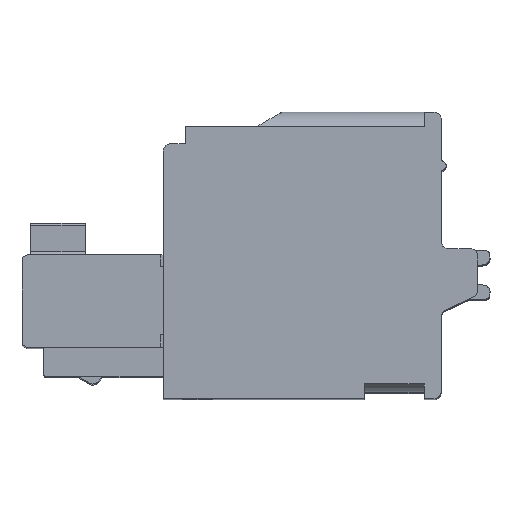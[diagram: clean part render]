
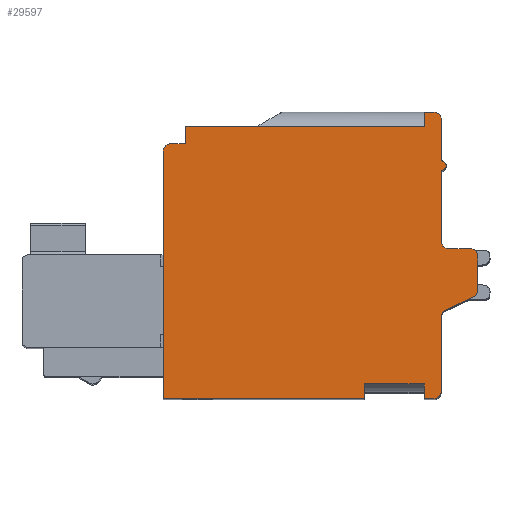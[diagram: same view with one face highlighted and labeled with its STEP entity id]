
A CAD part, top view. The second image highlights one B-rep face of the part: STEP entity #29597.
In plain terms, the highlighted planar face has unit normal (0, 0, 1).
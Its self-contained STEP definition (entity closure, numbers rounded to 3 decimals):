
#285=CARTESIAN_POINT('',(0.7,9.55,10.));
#286=DIRECTION('',(0.,0.,1.));
#287=DIRECTION('',(0.,-1.,0.));
#288=AXIS2_PLACEMENT_3D('',#285,#286,#287);
#399=DIRECTION('',(0.,1.,0.));
#400=VECTOR('',#399,2.9);
#401=CARTESIAN_POINT('',(0.7,6.45,10.));
#402=LINE('',#401,#400);
#651=DIRECTION('',(0.,1.,0.));
#652=VECTOR('',#651,3.059);
#653=CARTESIAN_POINT('',(0.7,0.3,10.));
#654=LINE('',#653,#652);
#2296=DIRECTION('',(0.,-1.,0.));
#2297=VECTOR('',#2296,0.6);
#2298=CARTESIAN_POINT('',(0.,0.6,10.));
#2299=LINE('',#2298,#2297);
#6323=DIRECTION('',(0.,-1.,0.));
#6324=VECTOR('',#6323,0.7);
#6325=CARTESIAN_POINT('',(-9.8,11.15,10.));
#6326=LINE('',#6325,#6324);
#6411=DIRECTION('',(-1.,0.,0.));
#6412=VECTOR('',#6411,9.8);
#6413=CARTESIAN_POINT('',(0.,11.15,10.));
#6414=LINE('',#6413,#6412);
#7085=DIRECTION('',(0.,1.,0.));
#7086=VECTOR('',#7085,10.15);
#7087=CARTESIAN_POINT('',(-10.7,0.,10.));
#7088=LINE('',#7087,#7086);
#7089=CARTESIAN_POINT('',(-10.4,10.15,10.));
#7090=DIRECTION('',(0.,0.,-1.));
#7091=DIRECTION('',(-1.,0.,0.));
#7092=AXIS2_PLACEMENT_3D('',#7089,#7090,#7091);
#7094=DIRECTION('',(1.,0.,0.));
#7095=VECTOR('',#7094,0.6);
#7096=CARTESIAN_POINT('',(-10.4,10.45,10.));
#7097=LINE('',#7096,#7095);
#7098=DIRECTION('',(1.,0.,0.));
#7099=VECTOR('',#7098,0.4);
#7100=CARTESIAN_POINT('',(0.,11.75,10.));
#7101=LINE('',#7100,#7099);
#7102=CARTESIAN_POINT('',(0.4,11.45,10.));
#7103=DIRECTION('',(0.,0.,-1.));
#7104=DIRECTION('',(0.,1.,0.));
#7105=AXIS2_PLACEMENT_3D('',#7102,#7103,#7104);
#7107=DIRECTION('',(0.,-1.,0.));
#7108=VECTOR('',#7107,1.7);
#7109=CARTESIAN_POINT('',(0.7,11.45,10.));
#7110=LINE('',#7109,#7108);
#7111=CARTESIAN_POINT('',(1.,6.45,10.));
#7112=DIRECTION('',(0.,0.,1.));
#7113=DIRECTION('',(-1.,0.,0.));
#7114=AXIS2_PLACEMENT_3D('',#7111,#7112,#7113);
#7116=DIRECTION('',(1.,0.,0.));
#7117=VECTOR('',#7116,0.9);
#7118=CARTESIAN_POINT('',(1.,6.15,10.));
#7119=LINE('',#7118,#7117);
#7120=CARTESIAN_POINT('',(1.9,5.85,10.));
#7121=DIRECTION('',(0.,0.,-1.));
#7122=DIRECTION('',(0.,1.,0.));
#7123=AXIS2_PLACEMENT_3D('',#7120,#7121,#7122);
#7125=DIRECTION('',(0.,-1.,0.));
#7126=VECTOR('',#7125,1.409);
#7127=CARTESIAN_POINT('',(2.2,5.85,10.));
#7128=LINE('',#7127,#7126);
#7129=CARTESIAN_POINT('',(1.9,4.441,10.));
#7130=DIRECTION('',(0.,0.,-1.));
#7131=DIRECTION('',(1.,0.,0.));
#7132=AXIS2_PLACEMENT_3D('',#7129,#7130,#7131);
#7134=DIRECTION('',(-0.906,-0.423,0.));
#7135=VECTOR('',#7134,1.273);
#7136=CARTESIAN_POINT('',(2.027,4.169,10.));
#7137=LINE('',#7136,#7135);
#7138=CARTESIAN_POINT('',(1.,3.359,10.));
#7139=DIRECTION('',(0.,0.,1.));
#7140=DIRECTION('',(-0.423,0.906,0.));
#7141=AXIS2_PLACEMENT_3D('',#7138,#7139,#7140);
#7143=CARTESIAN_POINT('',(0.4,0.3,10.));
#7144=DIRECTION('',(0.,0.,-1.));
#7145=DIRECTION('',(1.,0.,0.));
#7146=AXIS2_PLACEMENT_3D('',#7143,#7144,#7145);
#7148=DIRECTION('',(-1.,0.,0.));
#7149=VECTOR('',#7148,0.4);
#7150=CARTESIAN_POINT('',(0.4,0.,10.));
#7151=LINE('',#7150,#7149);
#7152=DIRECTION('',(0.,-1.,0.));
#7153=VECTOR('',#7152,0.6);
#7154=CARTESIAN_POINT('',(-2.45,0.6,10.));
#7155=LINE('',#7154,#7153);
#7156=DIRECTION('',(-1.,0.,0.));
#7157=VECTOR('',#7156,8.25);
#7158=CARTESIAN_POINT('',(-2.45,0.,10.));
#7159=LINE('',#7158,#7157);
#7391=DIRECTION('',(0.,-1.,0.));
#7392=VECTOR('',#7391,0.6);
#7393=CARTESIAN_POINT('',(0.,11.75,10.));
#7394=LINE('',#7393,#7392);
#7729=DIRECTION('',(1.,0.,0.));
#7730=VECTOR('',#7729,2.45);
#7731=CARTESIAN_POINT('',(-2.45,0.6,10.));
#7732=LINE('',#7731,#7730);
#19747=CARTESIAN_POINT('',(-2.45,0.,10.));
#19748=CARTESIAN_POINT('',(-10.7,0.,10.));
#19749=VERTEX_POINT('',#19747);
#19750=VERTEX_POINT('',#19748);
#19803=CARTESIAN_POINT('',(-10.7,10.15,10.));
#19804=VERTEX_POINT('',#19803);
#19945=CARTESIAN_POINT('',(-9.8,11.15,10.));
#19946=CARTESIAN_POINT('',(-9.8,10.45,10.));
#19947=VERTEX_POINT('',#19945);
#19948=VERTEX_POINT('',#19946);
#19965=CARTESIAN_POINT('',(0.,11.15,10.));
#19966=VERTEX_POINT('',#19965);
#19985=CARTESIAN_POINT('',(0.,11.75,10.));
#19986=CARTESIAN_POINT('',(0.4,11.75,10.));
#19987=VERTEX_POINT('',#19985);
#19988=VERTEX_POINT('',#19986);
#19989=CARTESIAN_POINT('',(0.7,11.45,10.));
#19990=VERTEX_POINT('',#19989);
#19999=CARTESIAN_POINT('',(0.7,9.75,10.));
#20000=VERTEX_POINT('',#19999);
#20009=CARTESIAN_POINT('',(0.7,6.45,10.));
#20010=VERTEX_POINT('',#20009);
#20011=CARTESIAN_POINT('',(0.7,9.35,10.));
#20012=VERTEX_POINT('',#20011);
#20027=CARTESIAN_POINT('',(0.7,0.3,10.));
#20028=CARTESIAN_POINT('',(0.7,3.359,10.));
#20029=VERTEX_POINT('',#20027);
#20030=VERTEX_POINT('',#20028);
#20065=CARTESIAN_POINT('',(0.4,0.,10.));
#20066=VERTEX_POINT('',#20065);
#20067=CARTESIAN_POINT('',(0.,0.,10.));
#20068=VERTEX_POINT('',#20067);
#20070=CARTESIAN_POINT('',(0.,0.6,10.));
#20072=VERTEX_POINT('',#20070);
#20077=CARTESIAN_POINT('',(-2.45,0.6,10.));
#20078=VERTEX_POINT('',#20077);
#20081=CARTESIAN_POINT('',(-10.4,10.45,10.));
#20082=VERTEX_POINT('',#20081);
#20083=CARTESIAN_POINT('',(1.,6.15,10.));
#20084=VERTEX_POINT('',#20083);
#20085=CARTESIAN_POINT('',(1.9,6.15,10.));
#20086=VERTEX_POINT('',#20085);
#20087=CARTESIAN_POINT('',(2.2,5.85,10.));
#20088=VERTEX_POINT('',#20087);
#20089=CARTESIAN_POINT('',(2.2,4.441,10.));
#20090=VERTEX_POINT('',#20089);
#20091=CARTESIAN_POINT('',(2.027,4.169,10.));
#20092=VERTEX_POINT('',#20091);
#20093=CARTESIAN_POINT('',(0.873,3.631,10.));
#20094=VERTEX_POINT('',#20093);
#29554=CARTESIAN_POINT('',(-1.384,8.507,10.));
#29555=DIRECTION('',(0.,0.,1.));
#29556=DIRECTION('',(1.,0.,0.));
#29557=AXIS2_PLACEMENT_3D('',#29554,#29555,#29556);
#29558=PLANE('',#29557);
#29559=ORIENTED_EDGE('',*,*,#24593,.T.);
#29561=ORIENTED_EDGE('',*,*,#29560,.T.);
#29563=ORIENTED_EDGE('',*,*,#29562,.T.);
#29564=ORIENTED_EDGE('',*,*,#28331,.F.);
#29565=ORIENTED_EDGE('',*,*,#28454,.F.);
#29567=ORIENTED_EDGE('',*,*,#29566,.F.);
#29568=ORIENTED_EDGE('',*,*,#29508,.T.);
#29569=ORIENTED_EDGE('',*,*,#29546,.T.);
#29570=ORIENTED_EDGE('',*,*,#20475,.T.);
#29571=ORIENTED_EDGE('',*,*,#20578,.F.);
#29572=ORIENTED_EDGE('',*,*,#20636,.F.);
#29574=ORIENTED_EDGE('',*,*,#29573,.T.);
#29576=ORIENTED_EDGE('',*,*,#29575,.T.);
#29578=ORIENTED_EDGE('',*,*,#29577,.T.);
#29580=ORIENTED_EDGE('',*,*,#29579,.T.);
#29582=ORIENTED_EDGE('',*,*,#29581,.T.);
#29584=ORIENTED_EDGE('',*,*,#29583,.T.);
#29586=ORIENTED_EDGE('',*,*,#29585,.T.);
#29587=ORIENTED_EDGE('',*,*,#20844,.F.);
#29588=ORIENTED_EDGE('',*,*,#22635,.T.);
#29589=ORIENTED_EDGE('',*,*,#22650,.T.);
#29590=ORIENTED_EDGE('',*,*,#22669,.F.);
#29592=ORIENTED_EDGE('',*,*,#29591,.F.);
#29593=ORIENTED_EDGE('',*,*,#22743,.T.);
#29594=ORIENTED_EDGE('',*,*,#22806,.T.);
#29595=EDGE_LOOP('',(#29559,#29561,#29563,#29564,#29565,#29567,#29568,#29569,
#29570,#29571,#29572,#29574,#29576,#29578,#29580,#29582,#29584,#29586,#29587,
#29588,#29589,#29590,#29592,#29593,#29594));
#29596=FACE_OUTER_BOUND('',#29595,.F.);
#289=CIRCLE('',#288,0.2);
#7093=CIRCLE('',#7092,0.3);
#7106=CIRCLE('',#7105,0.3);
#7115=CIRCLE('',#7114,0.3);
#7124=CIRCLE('',#7123,0.3);
#7133=CIRCLE('',#7132,0.3);
#7142=CIRCLE('',#7141,0.3);
#7147=CIRCLE('',#7146,0.3);
#20475=EDGE_CURVE('',#19990,#20000,#7110,.T.);
#20578=EDGE_CURVE('',#20012,#20000,#289,.T.);
#20636=EDGE_CURVE('',#20010,#20012,#402,.T.);
#20844=EDGE_CURVE('',#20029,#20030,#654,.T.);
#22635=EDGE_CURVE('',#20029,#20066,#7147,.T.);
#22650=EDGE_CURVE('',#20066,#20068,#7151,.T.);
#22669=EDGE_CURVE('',#20072,#20068,#2299,.T.);
#22743=EDGE_CURVE('',#20078,#19749,#7155,.T.);
#22806=EDGE_CURVE('',#19749,#19750,#7159,.T.);
#24593=EDGE_CURVE('',#19750,#19804,#7088,.T.);
#28331=EDGE_CURVE('',#19947,#19948,#6326,.T.);
#28454=EDGE_CURVE('',#19966,#19947,#6414,.T.);
#29508=EDGE_CURVE('',#19987,#19988,#7101,.T.);
#29546=EDGE_CURVE('',#19988,#19990,#7106,.T.);
#29560=EDGE_CURVE('',#19804,#20082,#7093,.T.);
#29562=EDGE_CURVE('',#20082,#19948,#7097,.T.);
#29566=EDGE_CURVE('',#19987,#19966,#7394,.T.);
#29573=EDGE_CURVE('',#20010,#20084,#7115,.T.);
#29575=EDGE_CURVE('',#20084,#20086,#7119,.T.);
#29577=EDGE_CURVE('',#20086,#20088,#7124,.T.);
#29579=EDGE_CURVE('',#20088,#20090,#7128,.T.);
#29581=EDGE_CURVE('',#20090,#20092,#7133,.T.);
#29583=EDGE_CURVE('',#20092,#20094,#7137,.T.);
#29585=EDGE_CURVE('',#20094,#20030,#7142,.T.);
#29591=EDGE_CURVE('',#20078,#20072,#7732,.T.);
#29597=ADVANCED_FACE('',(#29596),#29558,.T.);
